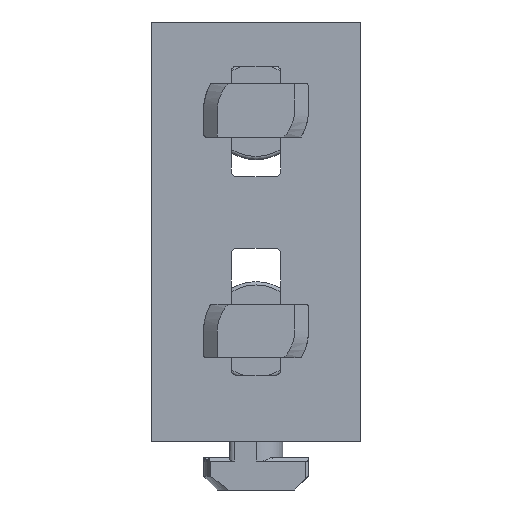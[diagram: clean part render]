
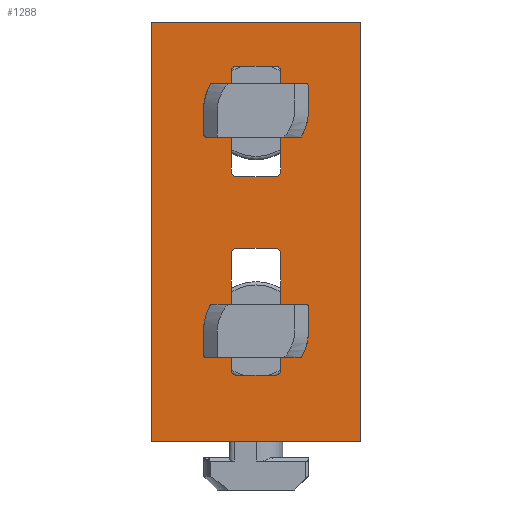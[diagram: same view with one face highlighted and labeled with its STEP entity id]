
A CAD part, front view. The second image highlights one B-rep face of the part: STEP entity #1288.
In plain terms, the highlighted face is planar.
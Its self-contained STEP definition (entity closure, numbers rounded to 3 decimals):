
#1288=ADVANCED_FACE('',(#1540,#1541,#1542),#1543,.T.);
#1540=FACE_BOUND('',#1857,.T.);
#1541=FACE_BOUND('',#1858,.T.);
#1542=FACE_OUTER_BOUND('',#1859,.T.);
#1543=PLANE('',#1860);
#1857=EDGE_LOOP('',(#2798,#2799,#2800,#2801,#2802,#2803,#2804,#2805));
#1858=EDGE_LOOP('',(#2806,#2807,#2808,#2809,#2810,#2811,#2812,#2813));
#1859=EDGE_LOOP('',(#2814,#2815,#2816,#2817));
#1860=AXIS2_PLACEMENT_3D('',#2818,#2819,#2820);
#2798=ORIENTED_EDGE('',*,*,#3417,.T.);
#2799=ORIENTED_EDGE('',*,*,#3418,.T.);
#2800=ORIENTED_EDGE('',*,*,#3419,.T.);
#2801=ORIENTED_EDGE('',*,*,#3388,.T.);
#2802=ORIENTED_EDGE('',*,*,#3382,.T.);
#2803=ORIENTED_EDGE('',*,*,#3385,.T.);
#2804=ORIENTED_EDGE('',*,*,#3420,.T.);
#2805=ORIENTED_EDGE('',*,*,#3421,.T.);
#2806=ORIENTED_EDGE('',*,*,#3422,.T.);
#2807=ORIENTED_EDGE('',*,*,#3423,.T.);
#2808=ORIENTED_EDGE('',*,*,#3424,.T.);
#2809=ORIENTED_EDGE('',*,*,#3425,.T.);
#2810=ORIENTED_EDGE('',*,*,#3426,.T.);
#2811=ORIENTED_EDGE('',*,*,#3427,.T.);
#2812=ORIENTED_EDGE('',*,*,#3428,.T.);
#2813=ORIENTED_EDGE('',*,*,#3429,.T.);
#2814=ORIENTED_EDGE('',*,*,#3430,.F.);
#2815=ORIENTED_EDGE('',*,*,#3431,.T.);
#2816=ORIENTED_EDGE('',*,*,#3408,.T.);
#2817=ORIENTED_EDGE('',*,*,#3432,.F.);
#2818=CARTESIAN_POINT('',(0.0,41.75,-19.0));
#2819=DIRECTION('',(-1.0,0.,0.0));
#2820=DIRECTION('',(0.,-1.0,0.0));
#3382=EDGE_CURVE('',#3939,#3943,#3945,.F.);
#3385=EDGE_CURVE('',#3943,#3948,#3950,.T.);
#3388=EDGE_CURVE('',#3952,#3939,#3955,.T.);
#3408=EDGE_CURVE('',#3988,#3993,#3995,.T.);
#3417=EDGE_CURVE('',#4012,#4013,#4014,.F.);
#3418=EDGE_CURVE('',#4013,#4015,#4016,.T.);
#3419=EDGE_CURVE('',#4015,#3952,#4017,.F.);
#3420=EDGE_CURVE('',#3948,#4018,#4019,.F.);
#3421=EDGE_CURVE('',#4018,#4012,#4020,.T.);
#3422=EDGE_CURVE('',#4021,#4022,#4023,.F.);
#3423=EDGE_CURVE('',#4022,#4024,#4025,.T.);
#3424=EDGE_CURVE('',#4024,#4026,#4027,.F.);
#3425=EDGE_CURVE('',#4026,#4028,#4029,.T.);
#3426=EDGE_CURVE('',#4028,#4030,#4031,.F.);
#3427=EDGE_CURVE('',#4030,#4032,#4033,.T.);
#3428=EDGE_CURVE('',#4032,#4034,#4035,.F.);
#3429=EDGE_CURVE('',#4034,#4021,#4036,.T.);
#3430=EDGE_CURVE('',#4037,#4038,#4039,.T.);
#3431=EDGE_CURVE('',#4037,#3988,#4040,.T.);
#3432=EDGE_CURVE('',#4038,#3993,#4041,.T.);
#3939=VERTEX_POINT('',#4867);
#3943=VERTEX_POINT('',#4872);
#3945=CIRCLE('',#4875,1.0);
#3948=VERTEX_POINT('',#4879);
#3950=LINE('',#4882,#4883);
#3952=VERTEX_POINT('',#4885);
#3955=LINE('',#4890,#4891);
#3988=VERTEX_POINT('',#4932);
#3993=VERTEX_POINT('',#4939);
#3995=LINE('',#4942,#4943);
#4012=VERTEX_POINT('',#4968);
#4013=VERTEX_POINT('',#4969);
#4014=CIRCLE('',#4970,1.0);
#4015=VERTEX_POINT('',#4971);
#4016=LINE('',#4972,#4973);
#4017=CIRCLE('',#4974,1.0);
#4018=VERTEX_POINT('',#4975);
#4019=CIRCLE('',#4976,1.0);
#4020=LINE('',#4977,#4978);
#4021=VERTEX_POINT('',#4979);
#4022=VERTEX_POINT('',#4980);
#4023=CIRCLE('',#4981,1.0);
#4024=VERTEX_POINT('',#4982);
#4025=LINE('',#4983,#4984);
#4026=VERTEX_POINT('',#4985);
#4027=CIRCLE('',#4986,1.0);
#4028=VERTEX_POINT('',#4987);
#4029=LINE('',#4988,#4989);
#4030=VERTEX_POINT('',#4990);
#4031=CIRCLE('',#4991,1.0);
#4032=VERTEX_POINT('',#4992);
#4033=LINE('',#4993,#4994);
#4034=VERTEX_POINT('',#4995);
#4035=CIRCLE('',#4996,1.0);
#4036=LINE('',#4997,#4998);
#4037=VERTEX_POINT('',#4999);
#4038=VERTEX_POINT('',#5000);
#4039=LINE('',#5001,#5002);
#4040=LINE('',#5003,#5004);
#4041=LINE('',#5005,#5006);
#4867=CARTESIAN_POINT('',(0.,68.0,3.5));
#4872=CARTESIAN_POINT('',(0.,67.0,4.5));
#4875=AXIS2_PLACEMENT_3D('',#5579,#5580,#5581);
#4879=CARTESIAN_POINT('',(0.0,49.0,4.5));
#4882=CARTESIAN_POINT('',(0.,41.75,4.5));
#4883=VECTOR('',#5584,1.0);
#4885=CARTESIAN_POINT('',(0.,68.0,-3.5));
#4890=CARTESIAN_POINT('',(0.,68.0,-19.0));
#4891=VECTOR('',#5587,1.0);
#4932=CARTESIAN_POINT('',(0.,0.0,-19.0));
#4939=CARTESIAN_POINT('',(0.,0.0,19.0));
#4942=CARTESIAN_POINT('',(0.,0.0,-19.0));
#4943=VECTOR('',#5623,1.0);
#4968=CARTESIAN_POINT('',(0.0,48.0,-3.5));
#4969=CARTESIAN_POINT('',(0.,49.0,-4.5));
#4970=AXIS2_PLACEMENT_3D('',#5632,#5633,#5634);
#4971=CARTESIAN_POINT('',(0.,67.0,-4.5));
#4972=CARTESIAN_POINT('',(0.,41.75,-4.5));
#4973=VECTOR('',#5635,1.0);
#4974=AXIS2_PLACEMENT_3D('',#5636,#5637,#5638);
#4975=CARTESIAN_POINT('',(0.0,48.0,3.5));
#4976=AXIS2_PLACEMENT_3D('',#5639,#5640,#5641);
#4977=CARTESIAN_POINT('',(0.,48.0,-19.0));
#4978=VECTOR('',#5642,1.0);
#4979=CARTESIAN_POINT('',(0.,12.,-3.5));
#4980=CARTESIAN_POINT('',(0.,13.,-4.5));
#4981=AXIS2_PLACEMENT_3D('',#5643,#5644,#5645);
#4982=CARTESIAN_POINT('',(0.,34.0,-4.5));
#4983=CARTESIAN_POINT('',(0.,41.75,-4.5));
#4984=VECTOR('',#5646,1.0);
#4985=CARTESIAN_POINT('',(0.,35.0,-3.5));
#4986=AXIS2_PLACEMENT_3D('',#5647,#5648,#5649);
#4987=CARTESIAN_POINT('',(0.,35.0,3.5));
#4988=CARTESIAN_POINT('',(0.,35.0,-19.0));
#4989=VECTOR('',#5650,1.0);
#4990=CARTESIAN_POINT('',(0.,34.0,4.5));
#4991=AXIS2_PLACEMENT_3D('',#5651,#5652,#5653);
#4992=CARTESIAN_POINT('',(0.,13.,4.5));
#4993=CARTESIAN_POINT('',(0.,41.75,4.5));
#4994=VECTOR('',#5654,1.0);
#4995=CARTESIAN_POINT('',(0.,12.,3.5));
#4996=AXIS2_PLACEMENT_3D('',#5655,#5656,#5657);
#4997=CARTESIAN_POINT('',(0.,12.,-19.0));
#4998=VECTOR('',#5658,1.0);
#4999=CARTESIAN_POINT('',(0.,76.0,-19.0));
#5000=CARTESIAN_POINT('',(0.,76.0,19.0));
#5001=CARTESIAN_POINT('',(0.0,76.0,-118.087));
#5002=VECTOR('',#5659,1.0);
#5003=CARTESIAN_POINT('',(0.0,41.75,-19.0));
#5004=VECTOR('',#5660,1.0);
#5005=CARTESIAN_POINT('',(0.0,41.75,19.0));
#5006=VECTOR('',#5661,1.0);
#5579=CARTESIAN_POINT('',(0.,67.0,3.5));
#5580=DIRECTION('',(-1.0,0.,0.0));
#5581=DIRECTION('',(0.,-1.0,0.0));
#5584=DIRECTION('',(0.,-1.0,0.));
#5587=DIRECTION('',(0.0,0.0,1.0));
#5623=DIRECTION('',(0.0,0.0,1.0));
#5632=CARTESIAN_POINT('',(0.0,49.0,-3.5));
#5633=DIRECTION('',(-1.0,0.,0.0));
#5634=DIRECTION('',(0.,-1.0,0.0));
#5635=DIRECTION('',(0.,1.0,0.));
#5636=CARTESIAN_POINT('',(0.,67.0,-3.5));
#5637=DIRECTION('',(-1.0,0.,0.0));
#5638=DIRECTION('',(0.,-1.0,0.0));
#5639=CARTESIAN_POINT('',(0.0,49.0,3.5));
#5640=DIRECTION('',(-1.0,0.,0.0));
#5641=DIRECTION('',(0.,-1.0,0.0));
#5642=DIRECTION('',(0.0,0.0,-1.0));
#5643=CARTESIAN_POINT('',(0.,13.,-3.5));
#5644=DIRECTION('',(-1.0,0.,0.0));
#5645=DIRECTION('',(0.,-1.0,0.0));
#5646=DIRECTION('',(0.,1.0,0.));
#5647=CARTESIAN_POINT('',(0.0,34.0,-3.5));
#5648=DIRECTION('',(-1.0,0.,0.0));
#5649=DIRECTION('',(0.,-1.0,0.0));
#5650=DIRECTION('',(0.0,0.0,1.0));
#5651=CARTESIAN_POINT('',(0.0,34.0,3.5));
#5652=DIRECTION('',(-1.0,0.,0.0));
#5653=DIRECTION('',(0.,-1.0,0.0));
#5654=DIRECTION('',(0.,-1.0,0.));
#5655=CARTESIAN_POINT('',(0.,13.,3.5));
#5656=DIRECTION('',(-1.0,0.,0.0));
#5657=DIRECTION('',(0.,-1.0,0.0));
#5658=DIRECTION('',(0.0,0.0,-1.0));
#5659=DIRECTION('',(0.0,0.0,1.0));
#5660=DIRECTION('',(0.,-1.0,0.0));
#5661=DIRECTION('',(0.,-1.0,0.0));
